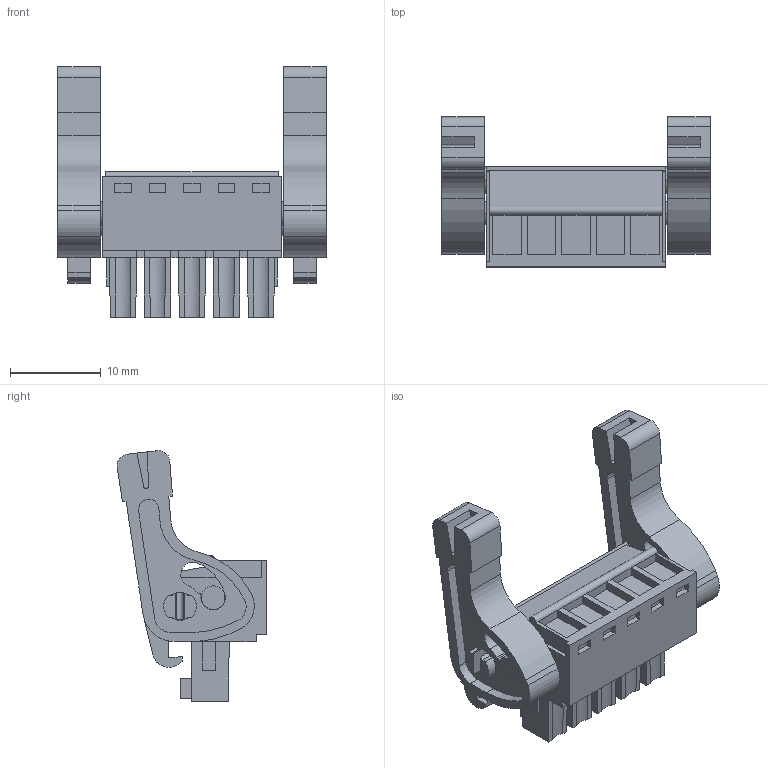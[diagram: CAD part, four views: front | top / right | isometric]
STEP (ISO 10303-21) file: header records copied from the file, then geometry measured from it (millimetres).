
FILE_DESCRIPTION(('CATIA V5 STEP','CAx-IF Rec.Pracs.--- Model Styling and Organization---1.2---2011-12-15'),'2;1');
FILE_NAME ('D1462219_0_2442530000_2442530000.stp','2017-07-31T14:58:13+00:00',('none'),('Weidmueller'),'CATIA Version 5-6 Release 2014','CATIA V5 STEP AP214','none');
FILE_SCHEMA(('AUTOMOTIVE_DESIGN { 1 0 10303 214 1 1 1 1 }'));
Length unit declared in the file: millimetre
Products named in the file (1): 2442530000
Bounding box: 29.64 x 16.55 x 27.68 mm (x, y, z)
Volume: 3172.5 mm3; surface area: 3678 mm2
Topology: 8 solids, 8 shells, 434 faces, 1158 edges, 766 vertices
Faces by surface type: plane 307, cylinder 127
Entity records: 13171 total; most frequent: CARTESIAN_POINT 2411, ORIENTED_EDGE 2302, DIRECTION 1775, EDGE_CURVE 1151, VECTOR 845, LINE 845, VERTEX_POINT 764, AXIS2_PLACEMENT_3D 601
